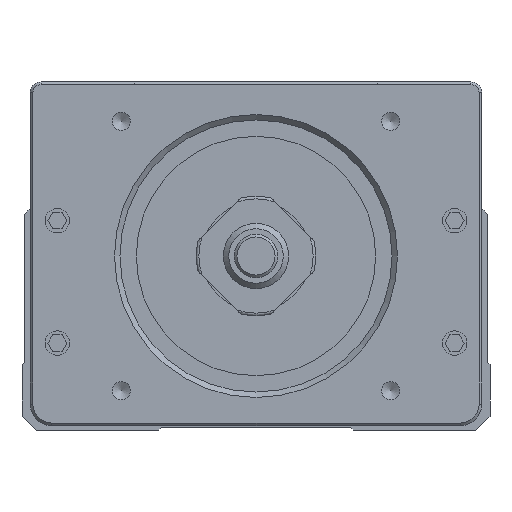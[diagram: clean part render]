
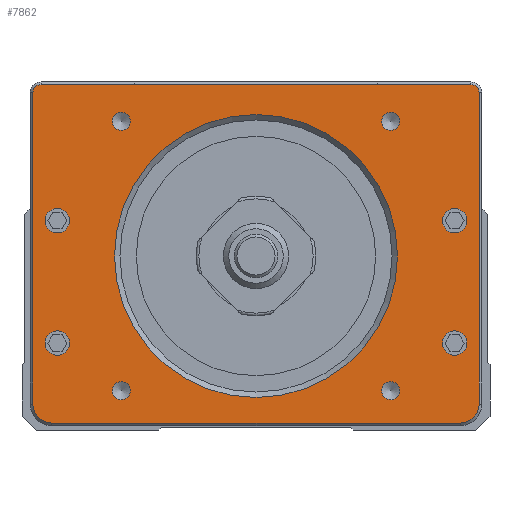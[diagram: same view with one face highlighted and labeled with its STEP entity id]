
A CAD part, front view. The second image highlights one B-rep face of the part: STEP entity #7862.
In plain terms, the highlighted planar face has unit normal (0, -1, 0).
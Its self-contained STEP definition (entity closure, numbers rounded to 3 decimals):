
#1764=PLANE('',#26062);
#2900=LINE('',#35868,#5457);
#2901=LINE('',#35873,#5458);
#2902=LINE('',#35877,#5459);
#2903=LINE('',#35881,#5460);
#5457=VECTOR('',#28526,1.);
#5458=VECTOR('',#28529,1.);
#5459=VECTOR('',#28532,1.);
#5460=VECTOR('',#28535,1.);
#7862=ADVANCED_FACE('',(#9635,#9636,#9637,#9638,#9639,#9640,#9641,#9642,
#9643,#9644),#1764,.F.);
#9635=FACE_BOUND('',#10365,.T.);
#9636=FACE_BOUND('',#10366,.T.);
#9637=FACE_BOUND('',#10367,.T.);
#9638=FACE_BOUND('',#10368,.T.);
#9639=FACE_BOUND('',#10369,.T.);
#9640=FACE_BOUND('',#10370,.T.);
#9641=FACE_BOUND('',#10371,.T.);
#9642=FACE_BOUND('',#10372,.T.);
#9643=FACE_BOUND('',#10373,.T.);
#9644=FACE_BOUND('',#10374,.T.);
#10365=EDGE_LOOP('',(#12439));
#10366=EDGE_LOOP('',(#12440));
#10367=EDGE_LOOP('',(#12441));
#10368=EDGE_LOOP('',(#12442));
#10369=EDGE_LOOP('',(#12443));
#10370=EDGE_LOOP('',(#12444,#12445,#12446,#12447,#12448,#12449,#12450,#12451));
#10371=EDGE_LOOP('',(#12452));
#10372=EDGE_LOOP('',(#12453));
#10373=EDGE_LOOP('',(#12454));
#10374=EDGE_LOOP('',(#12455));
#12439=ORIENTED_EDGE('',*,*,#21935,.T.);
#12440=ORIENTED_EDGE('',*,*,#21936,.T.);
#12441=ORIENTED_EDGE('',*,*,#21937,.T.);
#12442=ORIENTED_EDGE('',*,*,#21938,.T.);
#12443=ORIENTED_EDGE('',*,*,#21939,.T.);
#12444=ORIENTED_EDGE('',*,*,#21940,.T.);
#12445=ORIENTED_EDGE('',*,*,#21941,.T.);
#12446=ORIENTED_EDGE('',*,*,#21942,.T.);
#12447=ORIENTED_EDGE('',*,*,#21943,.T.);
#12448=ORIENTED_EDGE('',*,*,#21944,.T.);
#12449=ORIENTED_EDGE('',*,*,#21945,.T.);
#12450=ORIENTED_EDGE('',*,*,#21946,.T.);
#12451=ORIENTED_EDGE('',*,*,#21947,.T.);
#12452=ORIENTED_EDGE('',*,*,#21948,.T.);
#12453=ORIENTED_EDGE('',*,*,#21949,.T.);
#12454=ORIENTED_EDGE('',*,*,#21950,.T.);
#12455=ORIENTED_EDGE('',*,*,#21951,.T.);
#19502=VERTEX_POINT('',#35859);
#19503=VERTEX_POINT('',#35861);
#19504=VERTEX_POINT('',#35863);
#19505=VERTEX_POINT('',#35865);
#19506=VERTEX_POINT('',#35867);
#19507=VERTEX_POINT('',#35869);
#19508=VERTEX_POINT('',#35870);
#19509=VERTEX_POINT('',#35872);
#19510=VERTEX_POINT('',#35874);
#19511=VERTEX_POINT('',#35876);
#19512=VERTEX_POINT('',#35878);
#19513=VERTEX_POINT('',#35880);
#19514=VERTEX_POINT('',#35882);
#19515=VERTEX_POINT('',#35885);
#19516=VERTEX_POINT('',#35887);
#19517=VERTEX_POINT('',#35889);
#19518=VERTEX_POINT('',#35891);
#21935=EDGE_CURVE('',#19502,#19502,#25272,.T.);
#21936=EDGE_CURVE('',#19503,#19503,#25273,.T.);
#21937=EDGE_CURVE('',#19504,#19504,#25274,.T.);
#21938=EDGE_CURVE('',#19505,#19505,#25275,.T.);
#21939=EDGE_CURVE('',#19506,#19506,#25276,.T.);
#21940=EDGE_CURVE('',#19507,#19508,#2900,.T.);
#21941=EDGE_CURVE('',#19508,#19509,#25277,.T.);
#21942=EDGE_CURVE('',#19509,#19510,#2901,.T.);
#21943=EDGE_CURVE('',#19510,#19511,#25278,.T.);
#21944=EDGE_CURVE('',#19511,#19512,#2902,.T.);
#21945=EDGE_CURVE('',#19512,#19513,#25279,.T.);
#21946=EDGE_CURVE('',#19513,#19514,#2903,.T.);
#21947=EDGE_CURVE('',#19514,#19507,#25280,.T.);
#21948=EDGE_CURVE('',#19515,#19515,#25281,.T.);
#21949=EDGE_CURVE('',#19516,#19516,#25282,.T.);
#21950=EDGE_CURVE('',#19517,#19517,#25283,.T.);
#21951=EDGE_CURVE('',#19518,#19518,#25284,.T.);
#25272=CIRCLE('',#26049,26.);
#25273=CIRCLE('',#26050,1.65);
#25274=CIRCLE('',#26051,1.65);
#25275=CIRCLE('',#26052,1.65);
#25276=CIRCLE('',#26053,1.65);
#25277=CIRCLE('',#26054,1.5);
#25278=CIRCLE('',#26055,1.5);
#25279=CIRCLE('',#26056,3.5);
#25280=CIRCLE('',#26057,3.5);
#25281=CIRCLE('',#26058,2.25);
#25282=CIRCLE('',#26059,2.25);
#25283=CIRCLE('',#26060,2.25);
#25284=CIRCLE('',#26061,2.25);
#26049=AXIS2_PLACEMENT_3D('',#35858,#28516,#28517);
#26050=AXIS2_PLACEMENT_3D('',#35860,#28518,#28519);
#26051=AXIS2_PLACEMENT_3D('',#35862,#28520,#28521);
#26052=AXIS2_PLACEMENT_3D('',#35864,#28522,#28523);
#26053=AXIS2_PLACEMENT_3D('',#35866,#28524,#28525);
#26054=AXIS2_PLACEMENT_3D('',#35871,#28527,#28528);
#26055=AXIS2_PLACEMENT_3D('',#35875,#28530,#28531);
#26056=AXIS2_PLACEMENT_3D('',#35879,#28533,#28534);
#26057=AXIS2_PLACEMENT_3D('',#35883,#28536,#28537);
#26058=AXIS2_PLACEMENT_3D('',#35884,#28538,#28539);
#26059=AXIS2_PLACEMENT_3D('',#35886,#28540,#28541);
#26060=AXIS2_PLACEMENT_3D('',#35888,#28542,#28543);
#26061=AXIS2_PLACEMENT_3D('',#35890,#28544,#28545);
#26062=AXIS2_PLACEMENT_3D('',#35892,#28546,#28547);
#28516=DIRECTION('',(0.,1.,0.));
#28517=DIRECTION('',(0.,0.,1.));
#28518=DIRECTION('',(0.,1.,0.));
#28519=DIRECTION('',(0.,0.,1.));
#28520=DIRECTION('',(0.,1.,0.));
#28521=DIRECTION('',(0.,0.,1.));
#28522=DIRECTION('',(0.,1.,0.));
#28523=DIRECTION('',(0.,0.,1.));
#28524=DIRECTION('',(0.,1.,0.));
#28525=DIRECTION('',(0.,0.,1.));
#28526=DIRECTION('',(0.,0.,1.));
#28527=DIRECTION('',(0.,-1.,0.));
#28528=DIRECTION('',(0.,0.,1.));
#28529=DIRECTION('',(-1.,0.,0.));
#28530=DIRECTION('',(0.,-1.,0.));
#28531=DIRECTION('',(0.,0.,1.));
#28532=DIRECTION('',(0.,0.,-1.));
#28533=DIRECTION('',(0.,-1.,0.));
#28534=DIRECTION('',(0.,0.,1.));
#28535=DIRECTION('',(1.,0.,0.));
#28536=DIRECTION('',(0.,-1.,0.));
#28537=DIRECTION('',(0.,0.,1.));
#28538=DIRECTION('',(0.,1.,0.));
#28539=DIRECTION('',(0.,0.,1.));
#28540=DIRECTION('',(0.,1.,0.));
#28541=DIRECTION('',(0.,0.,1.));
#28542=DIRECTION('',(0.,1.,0.));
#28543=DIRECTION('',(0.,0.,1.));
#28544=DIRECTION('',(0.,1.,0.));
#28545=DIRECTION('',(0.,0.,1.));
#28546=DIRECTION('',(0.,1.,0.));
#28547=DIRECTION('',(0.,0.,-1.));
#35858=CARTESIAN_POINT('',(0.,-236.633,32.));
#35859=CARTESIAN_POINT('',(0.,-236.633,58.));
#35860=CARTESIAN_POINT('',(-24.749,-236.633,56.749));
#35861=CARTESIAN_POINT('',(-24.749,-236.633,58.399));
#35862=CARTESIAN_POINT('',(-24.749,-236.633,7.251));
#35863=CARTESIAN_POINT('',(-24.749,-236.633,8.901));
#35864=CARTESIAN_POINT('',(24.749,-236.633,7.251));
#35865=CARTESIAN_POINT('',(24.749,-236.633,8.901));
#35866=CARTESIAN_POINT('',(24.749,-236.633,56.749));
#35867=CARTESIAN_POINT('',(24.749,-236.633,58.399));
#35868=CARTESIAN_POINT('',(41.,-236.633,60.));
#35869=CARTESIAN_POINT('',(41.,-236.633,4.8));
#35870=CARTESIAN_POINT('',(41.,-236.633,62.));
#35871=CARTESIAN_POINT('',(39.5,-236.633,62.));
#35872=CARTESIAN_POINT('',(39.5,-236.633,63.5));
#35873=CARTESIAN_POINT('',(39.,-236.633,63.5));
#35874=CARTESIAN_POINT('',(-39.5,-236.633,63.5));
#35875=CARTESIAN_POINT('',(-39.5,-236.633,62.));
#35876=CARTESIAN_POINT('',(-41.,-236.633,62.));
#35877=CARTESIAN_POINT('',(-41.,-236.633,60.));
#35878=CARTESIAN_POINT('',(-41.,-236.633,4.8));
#35879=CARTESIAN_POINT('',(-37.5,-236.633,4.8));
#35880=CARTESIAN_POINT('',(-37.5,-236.633,1.3));
#35881=CARTESIAN_POINT('',(39.,-236.633,1.3));
#35882=CARTESIAN_POINT('',(37.5,-236.633,1.3));
#35883=CARTESIAN_POINT('',(37.5,-236.633,4.8));
#35884=CARTESIAN_POINT('',(-36.5,-236.633,38.5));
#35885=CARTESIAN_POINT('',(-36.5,-236.633,40.75));
#35886=CARTESIAN_POINT('',(-36.5,-236.633,16.));
#35887=CARTESIAN_POINT('',(-36.5,-236.633,18.25));
#35888=CARTESIAN_POINT('',(36.5,-236.633,38.5));
#35889=CARTESIAN_POINT('',(36.5,-236.633,40.75));
#35890=CARTESIAN_POINT('',(36.5,-236.633,16.));
#35891=CARTESIAN_POINT('',(36.5,-236.633,18.25));
#35892=CARTESIAN_POINT('',(39.,-236.633,60.));
